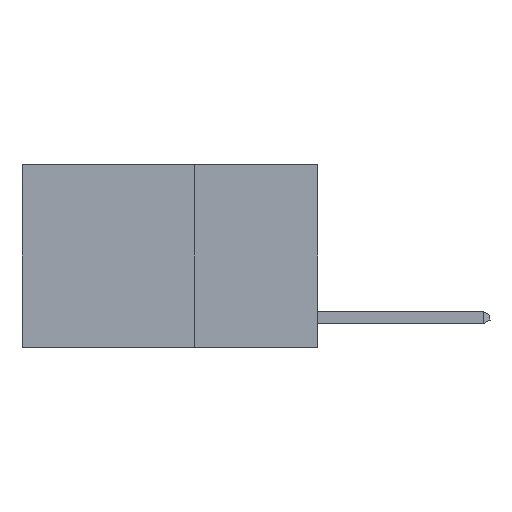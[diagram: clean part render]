
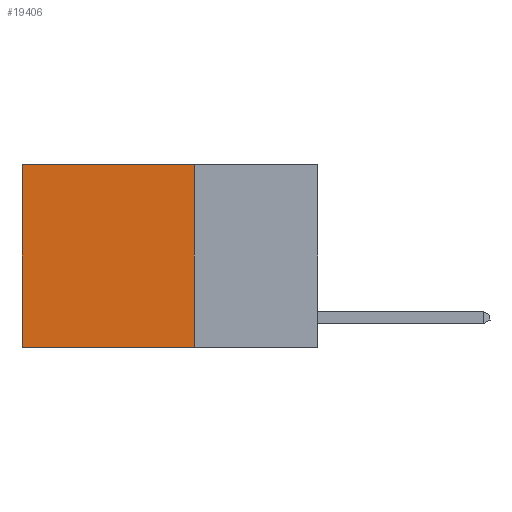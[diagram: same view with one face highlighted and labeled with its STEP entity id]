
A CAD part, left-side view. The second image highlights one B-rep face of the part: STEP entity #19406.
In plain terms, the highlighted planar face has unit normal (-1, 0, 0).
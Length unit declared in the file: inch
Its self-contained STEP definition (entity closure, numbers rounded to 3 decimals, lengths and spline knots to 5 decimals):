
#532 = EDGE_CURVE ( 'NONE', #9680, #14894, #5605, .T. ) ;
#1150 = ORIENTED_EDGE ( 'NONE', *, *, #9436, .T. ) ;
#1372 = VECTOR ( 'NONE', #4803, 39.37008 ) ;
#1937 = DIRECTION ( 'NONE',  ( 0., 0., -1. ) ) ;
#2037 = AXIS2_PLACEMENT_3D ( 'NONE', #17608, #11359, #1937 ) ;
#2512 = ORIENTED_EDGE ( 'NONE', *, *, #532, .T. ) ;
#3207 = CARTESIAN_POINT ( 'NONE',  ( 0.2625, 0.25, 0. ) ) ;
#3253 = LINE ( 'NONE', #14017, #11605 ) ;
#4191 = LINE ( 'NONE', #16628, #16771 ) ;
#4581 = DIRECTION ( 'NONE',  ( 0., 0., -1. ) ) ;
#4803 = DIRECTION ( 'NONE',  ( 0., 1., 0. ) ) ;
#5605 = LINE ( 'NONE', #3207, #1372 ) ;
#6493 = VECTOR ( 'NONE', #9035, 39.37008 ) ;
#6593 = CARTESIAN_POINT ( 'NONE',  ( 0.2625, 0.25, 0. ) ) ;
#7011 = CARTESIAN_POINT ( 'NONE',  ( 0.2625, 0.25, -0.37 ) ) ;
#7903 = VERTEX_POINT ( 'NONE', #14578 ) ;
#8057 = FACE_OUTER_BOUND ( 'NONE', #10891, .T. ) ;
#9035 = DIRECTION ( 'NONE',  ( 0., 0., -1. ) ) ;
#9242 = VERTEX_POINT ( 'NONE', #7011 ) ;
#9436 = EDGE_CURVE ( 'NONE', #14894, #7903, #10633, .T. ) ;
#9680 = VERTEX_POINT ( 'NONE', #6593 ) ;
#9773 = PLANE ( 'NONE',  #2037 ) ;
#10633 = LINE ( 'NONE', #16938, #6493 ) ;
#10891 = EDGE_LOOP ( 'NONE', ( #1150, #16599, #12092, #2512 ) ) ;
#11359 = DIRECTION ( 'NONE',  ( 1., 0., 0. ) ) ;
#11605 = VECTOR ( 'NONE', #4581, 39.37008 ) ;
#11902 = DIRECTION ( 'NONE',  ( 0., 1., 0. ) ) ;
#12092 = ORIENTED_EDGE ( 'NONE', *, *, #17155, .F. ) ;
#13347 = CARTESIAN_POINT ( 'NONE',  ( 0.2625, 0.6, 0. ) ) ;
#14017 = CARTESIAN_POINT ( 'NONE',  ( 0.2625, 0.25, 0. ) ) ;
#14578 = CARTESIAN_POINT ( 'NONE',  ( 0.2625, 0.6, -0.37 ) ) ;
#14894 = VERTEX_POINT ( 'NONE', #13347 ) ;
#16599 = ORIENTED_EDGE ( 'NONE', *, *, #18311, .F. ) ;
#16628 = CARTESIAN_POINT ( 'NONE',  ( 0.2625, 0.25, -0.37 ) ) ;
#16771 = VECTOR ( 'NONE', #11902, 39.37008 ) ;
#16938 = CARTESIAN_POINT ( 'NONE',  ( 0.2625, 0.6, 0. ) ) ;
#17155 = EDGE_CURVE ( 'NONE', #9680, #9242, #3253, .T. ) ;
#17608 = CARTESIAN_POINT ( 'NONE',  ( 0.2625, 0.25, 0. ) ) ;
#18311 = EDGE_CURVE ( 'NONE', #9242, #7903, #4191, .T. ) ;
#19406 = ADVANCED_FACE ( 'NONE', ( #8057 ), #9773, .F. ) ;
